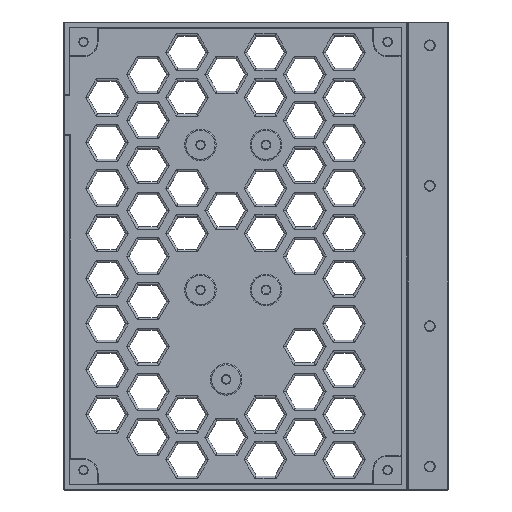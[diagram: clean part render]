
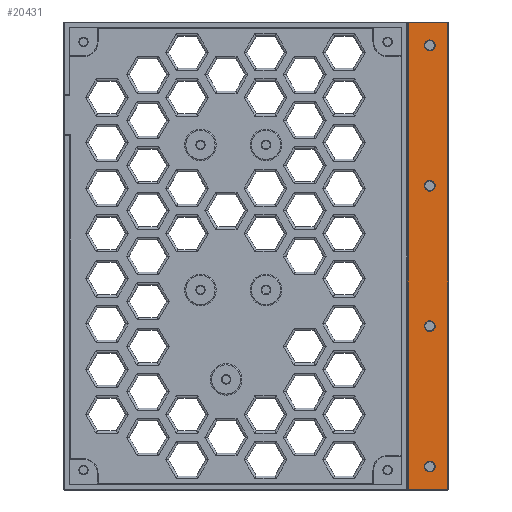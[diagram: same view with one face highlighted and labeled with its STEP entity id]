
A CAD part, top view. The second image highlights one B-rep face of the part: STEP entity #20431.
In plain terms, the highlighted planar face has unit normal (0, 0, 1).
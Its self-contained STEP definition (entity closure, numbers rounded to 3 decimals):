
#19964 = VERTEX_POINT('',#19965);
#19965 = CARTESIAN_POINT('',(181.75,-32.5,10.968));
#19972 = EDGE_CURVE('',#19964,#19973,#19975,.T.);
#19973 = VERTEX_POINT('',#19974);
#19974 = CARTESIAN_POINT('',(198.75,-32.5,10.968));
#19975 = LINE('',#19976,#19977);
#19976 = CARTESIAN_POINT('',(181.5,-32.5,10.968));
#19977 = VECTOR('',#19978,1.);
#19978 = DIRECTION('',(1.,0.,0.));
#20318 = VERTEX_POINT('',#20319);
#20319 = CARTESIAN_POINT('',(198.75,-232.,10.968));
#20326 = EDGE_CURVE('',#20318,#20327,#20329,.T.);
#20327 = VERTEX_POINT('',#20328);
#20328 = CARTESIAN_POINT('',(181.75,-232.,10.968));
#20329 = LINE('',#20330,#20331);
#20330 = CARTESIAN_POINT('',(199.,-232.,10.968));
#20331 = VECTOR('',#20332,1.);
#20332 = DIRECTION('',(-1.,0.,0.));
#20384 = EDGE_CURVE('',#19973,#20318,#20385,.T.);
#20385 = LINE('',#20386,#20387);
#20386 = CARTESIAN_POINT('',(198.75,-32.25,10.968));
#20387 = VECTOR('',#20388,1.);
#20388 = DIRECTION('',(0.,-1.,0.));
#20431 = ADVANCED_FACE('',(#20432,#20443,#20454,#20465,#20476),#20487,
  .T.);
#20432 = FACE_BOUND('',#20433,.T.);
#20433 = EDGE_LOOP('',(#20434,#20435,#20436,#20437));
#20434 = ORIENTED_EDGE('',*,*,#20326,.F.);
#20435 = ORIENTED_EDGE('',*,*,#20384,.F.);
#20436 = ORIENTED_EDGE('',*,*,#19972,.F.);
#20437 = ORIENTED_EDGE('',*,*,#20438,.F.);
#20438 = EDGE_CURVE('',#20327,#19964,#20439,.T.);
#20439 = LINE('',#20440,#20441);
#20440 = CARTESIAN_POINT('',(181.75,-232.25,10.968));
#20441 = VECTOR('',#20442,1.);
#20442 = DIRECTION('',(0.,1.,0.));
#20443 = FACE_BOUND('',#20444,.T.);
#20444 = EDGE_LOOP('',(#20445));
#20445 = ORIENTED_EDGE('',*,*,#20446,.F.);
#20446 = EDGE_CURVE('',#20447,#20447,#20449,.T.);
#20447 = VERTEX_POINT('',#20448);
#20448 = CARTESIAN_POINT('',(193.313,-42.25,10.968));
#20449 = CIRCLE('',#20450,2.313);
#20450 = AXIS2_PLACEMENT_3D('',#20451,#20452,#20453);
#20451 = CARTESIAN_POINT('',(191.,-42.25,10.968));
#20452 = DIRECTION('',(0.,0.,1.));
#20453 = DIRECTION('',(1.,0.,0.));
#20454 = FACE_BOUND('',#20455,.T.);
#20455 = EDGE_LOOP('',(#20456));
#20456 = ORIENTED_EDGE('',*,*,#20457,.F.);
#20457 = EDGE_CURVE('',#20458,#20458,#20460,.T.);
#20458 = VERTEX_POINT('',#20459);
#20459 = CARTESIAN_POINT('',(193.313,-102.25,10.968));
#20460 = CIRCLE('',#20461,2.313);
#20461 = AXIS2_PLACEMENT_3D('',#20462,#20463,#20464);
#20462 = CARTESIAN_POINT('',(191.,-102.25,10.968));
#20463 = DIRECTION('',(0.,0.,1.));
#20464 = DIRECTION('',(1.,0.,0.));
#20465 = FACE_BOUND('',#20466,.T.);
#20466 = EDGE_LOOP('',(#20467));
#20467 = ORIENTED_EDGE('',*,*,#20468,.F.);
#20468 = EDGE_CURVE('',#20469,#20469,#20471,.T.);
#20469 = VERTEX_POINT('',#20470);
#20470 = CARTESIAN_POINT('',(193.313,-162.25,10.968));
#20471 = CIRCLE('',#20472,2.313);
#20472 = AXIS2_PLACEMENT_3D('',#20473,#20474,#20475);
#20473 = CARTESIAN_POINT('',(191.,-162.25,10.968));
#20474 = DIRECTION('',(0.,0.,1.));
#20475 = DIRECTION('',(1.,0.,0.));
#20476 = FACE_BOUND('',#20477,.T.);
#20477 = EDGE_LOOP('',(#20478));
#20478 = ORIENTED_EDGE('',*,*,#20479,.F.);
#20479 = EDGE_CURVE('',#20480,#20480,#20482,.T.);
#20480 = VERTEX_POINT('',#20481);
#20481 = CARTESIAN_POINT('',(193.313,-222.25,10.968));
#20482 = CIRCLE('',#20483,2.313);
#20483 = AXIS2_PLACEMENT_3D('',#20484,#20485,#20486);
#20484 = CARTESIAN_POINT('',(191.,-222.25,10.968));
#20485 = DIRECTION('',(0.,0.,1.));
#20486 = DIRECTION('',(1.,0.,0.));
#20487 = PLANE('',#20488);
#20488 = AXIS2_PLACEMENT_3D('',#20489,#20490,#20491);
#20489 = CARTESIAN_POINT('',(190.25,-132.25,10.968));
#20490 = DIRECTION('',(0.,0.,1.));
#20491 = DIRECTION('',(1.,0.,0.));
